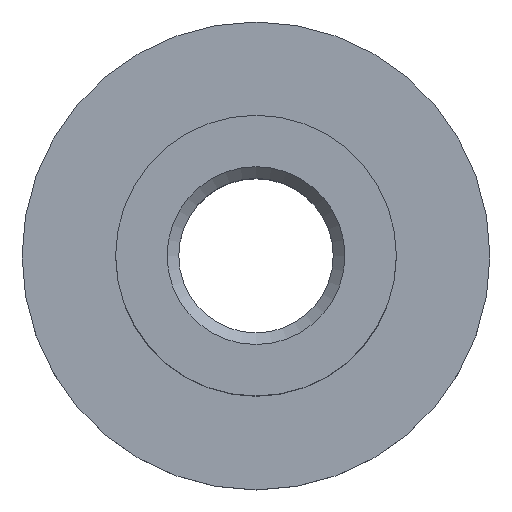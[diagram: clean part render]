
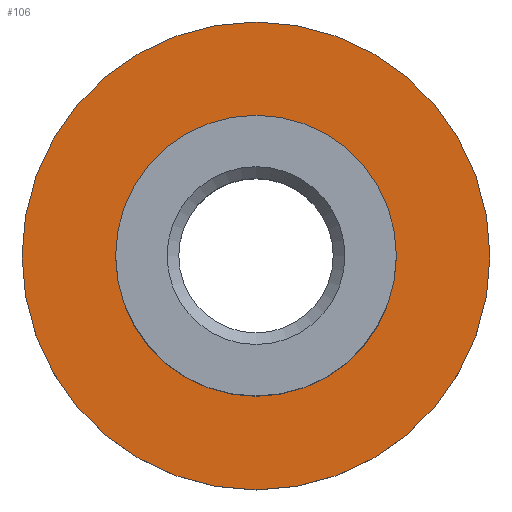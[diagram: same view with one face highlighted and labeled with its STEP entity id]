
A CAD part, top view. The second image highlights one B-rep face of the part: STEP entity #106.
In plain terms, the highlighted planar face has unit normal (0, 0, 1).
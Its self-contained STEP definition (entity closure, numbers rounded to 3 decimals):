
#16=FACE_BOUND('',#37,.T.);
#19=PLANE('',#142);
#28=FACE_OUTER_BOUND('',#36,.T.);
#36=EDGE_LOOP('',(#93));
#37=EDGE_LOOP('',(#94));
#54=CIRCLE('',#141,6.);
#55=CIRCLE('',#143,10.);
#62=VERTEX_POINT('',#200);
#63=VERTEX_POINT('',#204);
#72=EDGE_CURVE('',#62,#62,#54,.T.);
#74=EDGE_CURVE('',#63,#63,#55,.T.);
#93=ORIENTED_EDGE('',*,*,#74,.F.);
#94=ORIENTED_EDGE('',*,*,#72,.T.);
#106=ADVANCED_FACE('',(#28,#16),#19,.T.);
#141=AXIS2_PLACEMENT_3D('',#201,#169,#170);
#142=AXIS2_PLACEMENT_3D('',#203,#172,#173);
#143=AXIS2_PLACEMENT_3D('',#205,#174,#175);
#169=DIRECTION('center_axis',(0.,0.,-1.));
#170=DIRECTION('ref_axis',(1.,0.,0.));
#172=DIRECTION('center_axis',(0.,0.,1.));
#173=DIRECTION('ref_axis',(1.,0.,0.));
#174=DIRECTION('center_axis',(0.,0.,-1.));
#175=DIRECTION('ref_axis',(1.,0.,0.));
#200=CARTESIAN_POINT('',(6.,0.,-8.2));
#201=CARTESIAN_POINT('Origin',(0.,0.,-8.2));
#203=CARTESIAN_POINT('Origin',(-10.,0.,-8.2));
#204=CARTESIAN_POINT('',(10.,0.,-8.2));
#205=CARTESIAN_POINT('Origin',(0.,0.,-8.2));
